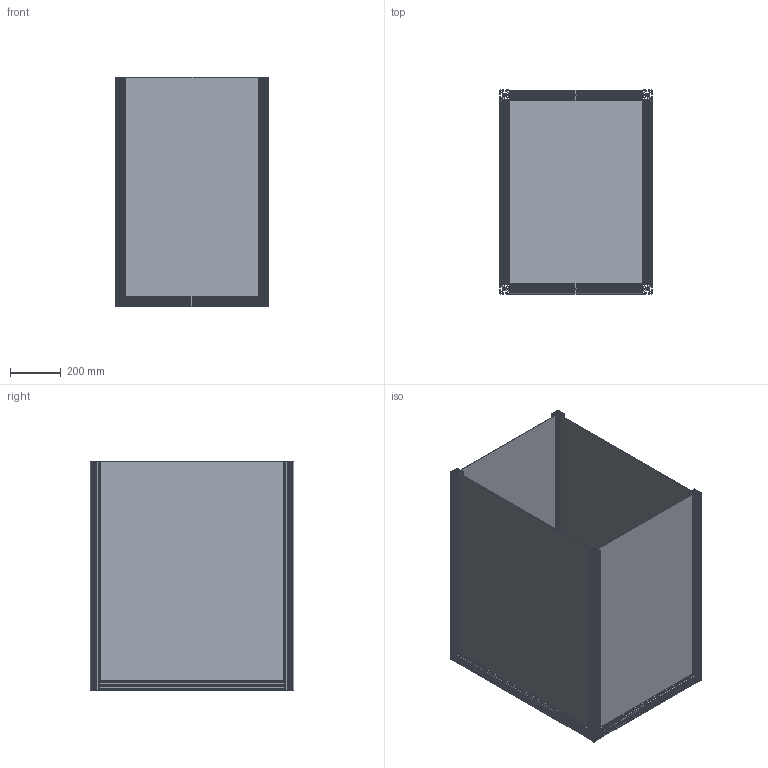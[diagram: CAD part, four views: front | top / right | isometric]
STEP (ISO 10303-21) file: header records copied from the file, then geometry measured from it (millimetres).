
FILE_DESCRIPTION (( 'STEP AP203' ), '1' );
FILE_NAME ('516252.STEP', '2025-01-02T06:02:07', ( 'MSI' ), ( '' ), 'SwSTEP 2.0', 'SolidWorks 2020', '' );
FILE_SCHEMA (( 'CONFIG_CONTROL_DESIGN' ));
Length unit declared in the file: millimetre
Products named in the file (7): 嫖悝す怢そ敖欶晚遺_720; 嫖悝す怢そ敖欶醱啣_744_872; 嫖悝す怢そ敖欶晚遺_520; 516252; 嫖悝す怢そ敖欶醱啣_554_744; 嫖悝す怢そ敖欶醱啣_554_872; 嫖悝す怢そ敖欶晚遺_900
Assembly tree (13 placements, depth 2):
  516252
    嫖悝す怢そ敖欶晚遺_900  x4
    嫖悝す怢そ敖欶晚遺_720  x2
    嫖悝す怢そ敖欶晚遺_520  x2
    嫖悝す怢そ敖欶醱啣_744_872  x2
    嫖悝す怢そ敖欶醱啣_554_744
    嫖悝す怢そ敖欶醱啣_554_872  x2
Bounding box: 600 x 800 x 900 mm (x, y, z)
Volume: 8944191 mm3; surface area: 8332466.7 mm2
Topology: 13 solids, 13 shells, 1230 faces, 3612 edges, 2408 vertices
Faces by surface type: plane 950, cylinder 280
Entity records: 16572 total; most frequent: CARTESIAN_POINT 2794, ORIENTED_EDGE 2766, DIRECTION 2571, EDGE_CURVE 1383, VECTOR 1173, LINE 1173, VERTEX_POINT 922, AXIS2_PLACEMENT_3D 699
